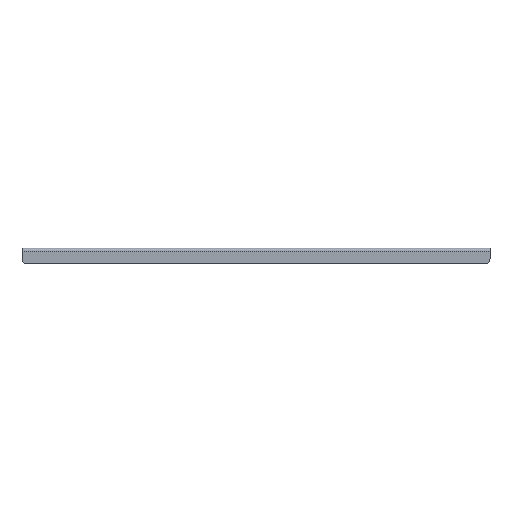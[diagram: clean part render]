
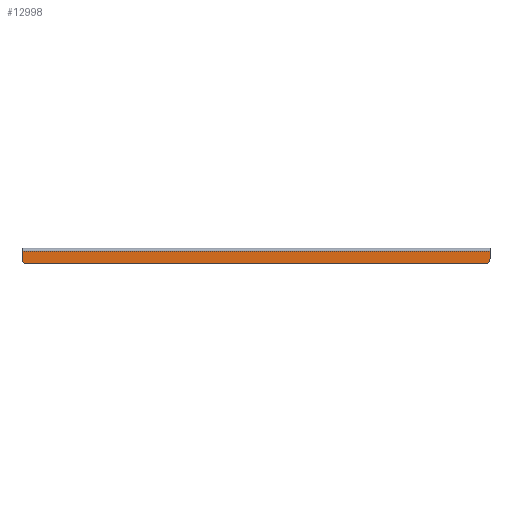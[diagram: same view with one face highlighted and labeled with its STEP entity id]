
A CAD part, front view. The second image highlights one B-rep face of the part: STEP entity #12998.
In plain terms, the highlighted planar face has unit normal (0, -1, 0).
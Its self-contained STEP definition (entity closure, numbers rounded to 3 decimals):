
#177=PLANE('',#13688);
#520=FACE_OUTER_BOUND('',#1192,.T.);
#1192=EDGE_LOOP('',(#8693,#8694,#8695,#8696,#8697,#8698));
#2022=CIRCLE('',#13686,5.);
#2023=CIRCLE('',#13689,5.);
#2687=LINE('',#19102,#4021);
#2690=LINE('',#19108,#4024);
#2691=LINE('',#19112,#4025);
#2692=LINE('',#19113,#4026);
#4021=VECTOR('',#15039,2.1);
#4024=VECTOR('',#15044,10.);
#4025=VECTOR('',#15047,2.1);
#4026=VECTOR('',#15048,10.);
#5363=VERTEX_POINT('',#19095);
#5364=VERTEX_POINT('',#19097);
#5365=VERTEX_POINT('',#19101);
#5367=VERTEX_POINT('',#19107);
#5368=VERTEX_POINT('',#19109);
#5369=VERTEX_POINT('',#19111);
#6689=EDGE_CURVE('',#5363,#5364,#2022,.T.);
#6691=EDGE_CURVE('',#5365,#5364,#2687,.T.);
#6694=EDGE_CURVE('',#5363,#5367,#2690,.T.);
#6695=EDGE_CURVE('',#5368,#5367,#2023,.T.);
#6696=EDGE_CURVE('',#5369,#5368,#2691,.T.);
#6697=EDGE_CURVE('',#5369,#5365,#2692,.T.);
#8693=ORIENTED_EDGE('',*,*,#6689,.F.);
#8694=ORIENTED_EDGE('',*,*,#6694,.T.);
#8695=ORIENTED_EDGE('',*,*,#6695,.F.);
#8696=ORIENTED_EDGE('',*,*,#6696,.F.);
#8697=ORIENTED_EDGE('',*,*,#6697,.T.);
#8698=ORIENTED_EDGE('',*,*,#6691,.T.);
#12998=ADVANCED_FACE('',(#520),#177,.F.);
#13686=AXIS2_PLACEMENT_3D('',#19098,#15034,#15035);
#13688=AXIS2_PLACEMENT_3D('',#19106,#15042,#15043);
#13689=AXIS2_PLACEMENT_3D('',#19110,#15045,#15046);
#15034=DIRECTION('center_axis',(0.,1.,0.));
#15035=DIRECTION('ref_axis',(-0.707,0.,-0.707));
#15039=DIRECTION('',(0.,0.,-1.));
#15042=DIRECTION('center_axis',(0.,1.,0.));
#15043=DIRECTION('ref_axis',(-1.,0.,0.));
#15044=DIRECTION('',(1.,0.,0.));
#15045=DIRECTION('center_axis',(0.,1.,0.));
#15046=DIRECTION('ref_axis',(0.707,0.,-0.707));
#15047=DIRECTION('',(0.,0.,-1.));
#15048=DIRECTION('',(-1.,0.,0.));
#19095=CARTESIAN_POINT('',(-14.525,-124.3,-13.5));
#19097=CARTESIAN_POINT('',(-19.525,-124.3,-8.5));
#19098=CARTESIAN_POINT('Origin',(-14.525,-124.3,-8.5));
#19101=CARTESIAN_POINT('',(-19.525,-124.3,-1.5));
#19102=CARTESIAN_POINT('',(-19.525,-124.3,5.097));
#19106=CARTESIAN_POINT('Origin',(202.406,-124.3,-5.851));
#19107=CARTESIAN_POINT('',(419.338,-124.3,-13.5));
#19108=CARTESIAN_POINT('',(-19.525,-124.3,-13.5));
#19109=CARTESIAN_POINT('',(424.338,-124.3,-8.5));
#19110=CARTESIAN_POINT('Origin',(419.338,-124.3,-8.5));
#19111=CARTESIAN_POINT('',(424.338,-124.3,-1.5));
#19112=CARTESIAN_POINT('',(424.338,-124.3,5.097));
#19113=CARTESIAN_POINT('',(202.406,-124.3,-1.5));
